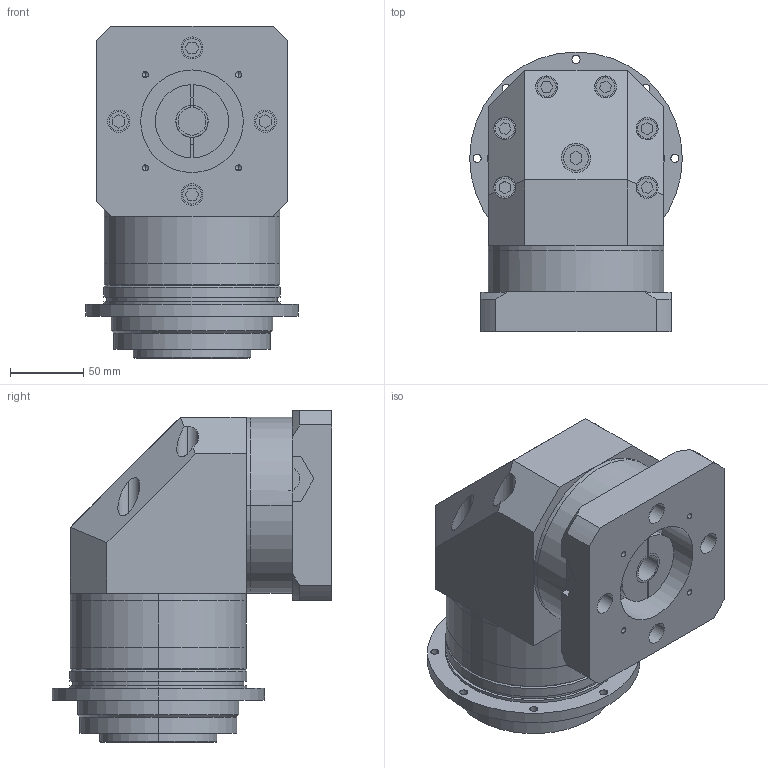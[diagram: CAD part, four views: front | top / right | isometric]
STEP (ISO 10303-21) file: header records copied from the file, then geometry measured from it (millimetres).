
FILE_DESCRIPTION (( 'STEP AP214' ), '1' );
FILE_NAME ('VGZH110双级模型（19-35 70-3 4-5.5-90）.STEP', '2019-04-03T03:46:34', ( 'Windows' ), ( 'Microsoft' ), 'SwSTEP 2.0', 'SolidWorks 2016', '' );
FILE_SCHEMA (( 'AUTOMOTIVE_DESIGN' ));
Length unit declared in the file: millimetre
Products named in the file (1): VGZH110双级模型（19-35 70-3 4-5.5-90）
Bounding box: 145 x 191 x 226.5 mm (x, y, z)
Volume: 3020207.2 mm3; surface area: 354539.6 mm2
Topology: 16 solids, 16 shells, 369 faces, 869 edges, 547 vertices
Faces by surface type: plane 176, cylinder 149, cone 40, torus 4
Entity records: 11233 total; most frequent: DIRECTION 1863, CARTESIAN_POINT 1844, ORIENTED_EDGE 1678, EDGE_CURVE 839, AXIS2_PLACEMENT_3D 682, VERTEX_POINT 547, LINE 499, VECTOR 499
